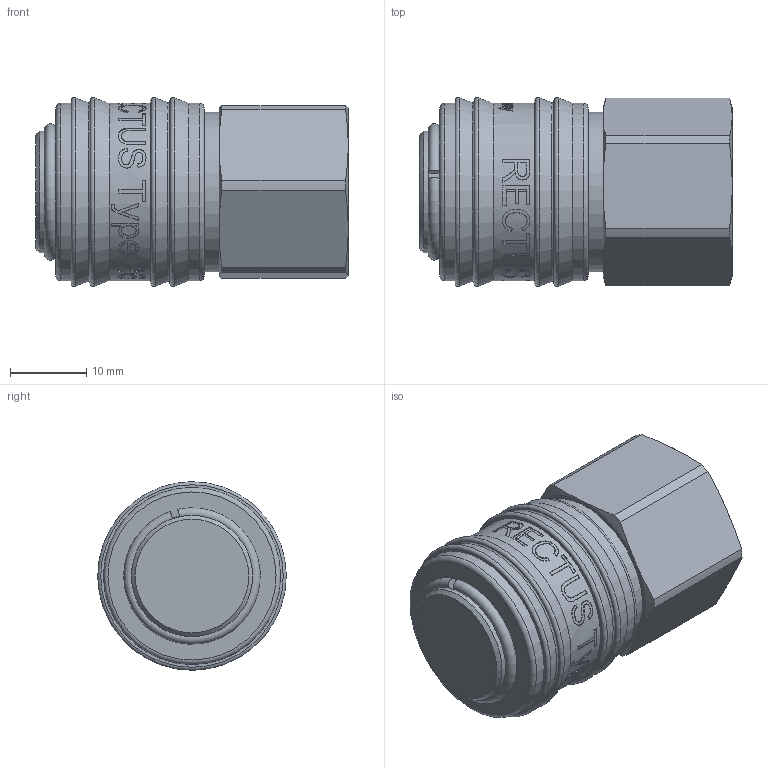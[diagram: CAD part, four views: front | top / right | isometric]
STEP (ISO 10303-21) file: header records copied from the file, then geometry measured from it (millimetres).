
FILE_DESCRIPTION((''),'2;1');
FILE_NAME('26kaiw13mpx.stp','2014-04-10T09:29:35',('IA176480'),(''),'Autodesk Inventor 2013','Autodesk Inventor 2013','');
FILE_SCHEMA(('AUTOMOTIVE_DESIGN { 1 0 10303 214 1 1 1 1 }'));
Length unit declared in the file: millimetre
Products named in the file (1): D110056
Bounding box: 41.1 x 24.8 x 24.8 mm (x, y, z)
Volume: 13798.5 mm3; surface area: 7978 mm2
Topology: 2 solids, 4 shells, 461 faces, 1203 edges, 792 vertices
Faces by surface type: bspline 189, plane 175, cylinder 62, cone 23, torus 12
Full cylindrical faces by diameter (mm): 11.445 x1, 14.45 x1, 14.95 x1, 15.327 x1, 15.45 x1, 15.95 x2, 16.1 x1, 16.65 x1, 17 x1, 18 x2, 21 x1, 21.1 x1, 23.3 x3
Entity records: 62709 total; most frequent: CARTESIAN_POINT 52667, ORIENTED_EDGE 2294, DIRECTION 1333, EDGE_CURVE 1147, VERTEX_POINT 777, EDGE_LOOP 548, B_SPLINE_CURVE_WITH_KNOTS 517, FACE_OUTER_BOUND 459
